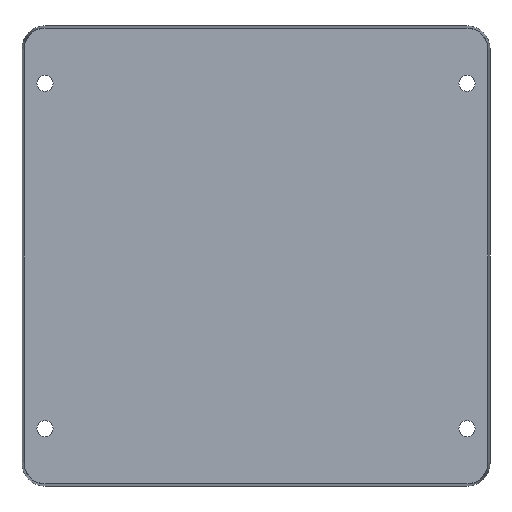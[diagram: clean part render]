
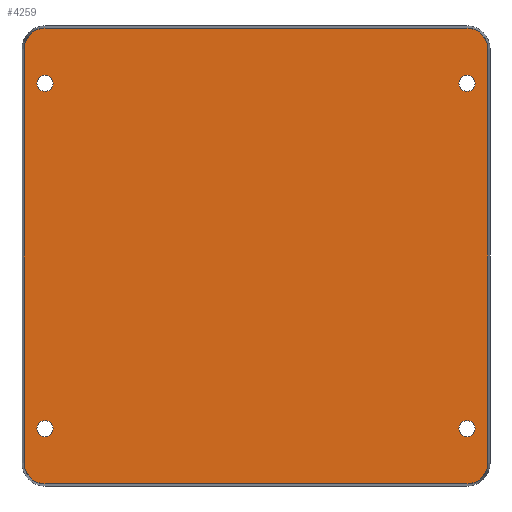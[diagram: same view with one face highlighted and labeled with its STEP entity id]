
A CAD part, front view. The second image highlights one B-rep face of the part: STEP entity #4259.
In plain terms, the highlighted planar face has unit normal (0, -1, 0).
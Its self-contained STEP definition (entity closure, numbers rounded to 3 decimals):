
#2342 = CARTESIAN_POINT ( 'NONE',  ( -55., -70., -59.389 ) ) ;
#2358 = DIRECTION ( 'NONE',  ( 0., 0., 1. ) ) ;
#2359 = DIRECTION ( 'NONE',  ( 0., 1., 0. ) ) ;
#2360 = CARTESIAN_POINT ( 'NONE',  ( 55., -70., -54. ) ) ;
#2361 = AXIS2_PLACEMENT_3D ( 'NONE', #2360, #2359, #2358 ) ;
#2362 = PLANE ( 'NONE',  #2361 ) ;
#2363 = FACE_OUTER_BOUND ( 'NONE', #4344, .T. ) ;
#2364 = FACE_BOUND ( 'NONE', #4340, .T. ) ;
#2365 = FACE_BOUND ( 'NONE', #4336, .T. ) ;
#2366 = FACE_BOUND ( 'NONE', #4257, .T. ) ;
#2367 = FACE_BOUND ( 'NONE', #4281, .T. ) ;
#2368 = DIRECTION ( 'NONE',  ( 1., 0., 0. ) ) ;
#2369 = VECTOR ( 'NONE', #2368, 1000. ) ;
#2370 = CARTESIAN_POINT ( 'NONE',  ( 55., -70., 59.389 ) ) ;
#2371 = LINE ( 'NONE', #2370, #2369 ) ;
#2372 = DIRECTION ( 'NONE',  ( 0., 0., 1. ) ) ;
#2373 = DIRECTION ( 'NONE',  ( 0., 1., 0. ) ) ;
#2374 = CARTESIAN_POINT ( 'NONE',  ( -55., -70., 45. ) ) ;
#2375 = AXIS2_PLACEMENT_3D ( 'NONE', #2374, #2373, #2372 ) ;
#2376 = CIRCLE ( 'NONE', #2375, 2.1 ) ;
#2402 = DIRECTION ( 'NONE',  ( 0., 0., 1. ) ) ;
#2403 = DIRECTION ( 'NONE',  ( 0., 1., 0. ) ) ;
#2404 = CARTESIAN_POINT ( 'NONE',  ( -55., -70., -54. ) ) ;
#2405 = AXIS2_PLACEMENT_3D ( 'NONE', #2404, #2403, #2402 ) ;
#2406 = CIRCLE ( 'NONE', #2405, 5.389 ) ;
#2441 = CIRCLE ( 'NONE', #2509, 5.389 ) ;
#2446 = CARTESIAN_POINT ( 'NONE',  ( -60.389, -70., -54. ) ) ;
#2496 = DIRECTION ( 'NONE',  ( 0., 0., 1. ) ) ;
#2497 = DIRECTION ( 'NONE',  ( 0., 1., 0. ) ) ;
#2498 = CARTESIAN_POINT ( 'NONE',  ( -55., -70., -45. ) ) ;
#2499 = AXIS2_PLACEMENT_3D ( 'NONE', #2498, #2497, #2496 ) ;
#2500 = CIRCLE ( 'NONE', #2499, 2.1 ) ;
#2501 = DIRECTION ( 'NONE',  ( 0., 0., 1. ) ) ;
#2502 = DIRECTION ( 'NONE',  ( 0., 1., 0. ) ) ;
#2503 = CARTESIAN_POINT ( 'NONE',  ( 55., -70., 45. ) ) ;
#2504 = AXIS2_PLACEMENT_3D ( 'NONE', #2503, #2502, #2501 ) ;
#2505 = CIRCLE ( 'NONE', #2504, 2.1 ) ;
#2506 = DIRECTION ( 'NONE',  ( 0., 0., 1. ) ) ;
#2507 = DIRECTION ( 'NONE',  ( 0., 1., 0. ) ) ;
#2508 = CARTESIAN_POINT ( 'NONE',  ( -55., -70., 54. ) ) ;
#2509 = AXIS2_PLACEMENT_3D ( 'NONE', #2508, #2507, #2506 ) ;
#2544 = DIRECTION ( 'NONE',  ( 0., 0., 1. ) ) ;
#2545 = DIRECTION ( 'NONE',  ( 0., 1., 0. ) ) ;
#2546 = CARTESIAN_POINT ( 'NONE',  ( 55., -70., -45. ) ) ;
#2547 = AXIS2_PLACEMENT_3D ( 'NONE', #2546, #2545, #2544 ) ;
#2548 = CIRCLE ( 'NONE', #2547, 2.1 ) ;
#2549 = DIRECTION ( 'NONE',  ( -1., 0., 0. ) ) ;
#2550 = VECTOR ( 'NONE', #2549, 1000. ) ;
#2551 = CARTESIAN_POINT ( 'NONE',  ( 55., -70., -59.389 ) ) ;
#2552 = LINE ( 'NONE', #2551, #2550 ) ;
#2593 = DIRECTION ( 'NONE',  ( 0., 0., 1. ) ) ;
#2594 = VECTOR ( 'NONE', #2593, 1000. ) ;
#2595 = CARTESIAN_POINT ( 'NONE',  ( -60.389, -70., -54. ) ) ;
#2596 = LINE ( 'NONE', #2595, #2594 ) ;
#3034 = CARTESIAN_POINT ( 'NONE',  ( 55., -70., -47.1 ) ) ;
#3074 = CARTESIAN_POINT ( 'NONE',  ( 55., -70., -42.9 ) ) ;
#3075 = DIRECTION ( 'NONE',  ( 0., 0., 1. ) ) ;
#3076 = DIRECTION ( 'NONE',  ( 0., 1., 0. ) ) ;
#3077 = CARTESIAN_POINT ( 'NONE',  ( 55., -70., -45. ) ) ;
#3078 = AXIS2_PLACEMENT_3D ( 'NONE', #3077, #3076, #3075 ) ;
#3079 = CIRCLE ( 'NONE', #3078, 2.1 ) ;
#3084 = CARTESIAN_POINT ( 'NONE',  ( -55., -70., 42.9 ) ) ;
#3085 = DIRECTION ( 'NONE',  ( 0., 0., 1. ) ) ;
#3086 = DIRECTION ( 'NONE',  ( 0., 1., 0. ) ) ;
#3087 = CARTESIAN_POINT ( 'NONE',  ( -55., -70., 45. ) ) ;
#3088 = AXIS2_PLACEMENT_3D ( 'NONE', #3087, #3086, #3085 ) ;
#3089 = CIRCLE ( 'NONE', #3088, 2.1 ) ;
#3100 = DIRECTION ( 'NONE',  ( 0., 1., 0. ) ) ;
#3101 = CARTESIAN_POINT ( 'NONE',  ( 55., -70., 45. ) ) ;
#3102 = AXIS2_PLACEMENT_3D ( 'NONE', #3101, #3100, #3164 ) ;
#3103 = CIRCLE ( 'NONE', #3102, 2.1 ) ;
#3110 = CARTESIAN_POINT ( 'NONE',  ( -55., -70., 47.1 ) ) ;
#3148 = CARTESIAN_POINT ( 'NONE',  ( 60.389, -70., 54. ) ) ;
#3163 = CARTESIAN_POINT ( 'NONE',  ( 55., -70., 47.1 ) ) ;
#3164 = DIRECTION ( 'NONE',  ( 0., 0., 1. ) ) ;
#3198 = CARTESIAN_POINT ( 'NONE',  ( 55., -70., -59.389 ) ) ;
#3199 = DIRECTION ( 'NONE',  ( 0., 0., 1. ) ) ;
#3200 = DIRECTION ( 'NONE',  ( 0., 1., 0. ) ) ;
#3201 = CARTESIAN_POINT ( 'NONE',  ( 55., -70., -54. ) ) ;
#3202 = AXIS2_PLACEMENT_3D ( 'NONE', #3201, #3200, #3199 ) ;
#3203 = CIRCLE ( 'NONE', #3202, 5.389 ) ;
#3238 = CARTESIAN_POINT ( 'NONE',  ( -55., -70., 59.389 ) ) ;
#3359 = CARTESIAN_POINT ( 'NONE',  ( -60.389, -70., 54. ) ) ;
#3392 = DIRECTION ( 'NONE',  ( 0., 0., -1. ) ) ;
#3393 = VECTOR ( 'NONE', #3392, 1000. ) ;
#3394 = CARTESIAN_POINT ( 'NONE',  ( 60.389, -70., -54. ) ) ;
#3395 = LINE ( 'NONE', #3394, #3393 ) ;
#3397 = CARTESIAN_POINT ( 'NONE',  ( 60.389, -70., -54. ) ) ;
#3434 = DIRECTION ( 'NONE',  ( 0., 0., 1. ) ) ;
#3435 = DIRECTION ( 'NONE',  ( 0., 1., 0. ) ) ;
#3436 = CARTESIAN_POINT ( 'NONE',  ( 55., -70., 54. ) ) ;
#3437 = AXIS2_PLACEMENT_3D ( 'NONE', #3436, #3435, #3434 ) ;
#3438 = CIRCLE ( 'NONE', #3437, 5.389 ) ;
#3440 = CARTESIAN_POINT ( 'NONE',  ( 55., -70., 59.389 ) ) ;
#3679 = VERTEX_POINT ( 'NONE', #5701 ) ;
#3680 = EDGE_CURVE ( 'NONE', #3681, #3682, #5700, .T. ) ;
#3681 = VERTEX_POINT ( 'NONE', #5695 ) ;
#3682 = VERTEX_POINT ( 'NONE', #5694 ) ;
#3842 = VERTEX_POINT ( 'NONE', #3034 ) ;
#3881 = EDGE_CURVE ( 'NONE', #3882, #3903, #3089, .T. ) ;
#3882 = VERTEX_POINT ( 'NONE', #3084 ) ;
#3886 = EDGE_CURVE ( 'NONE', #3842, #3887, #3079, .T. ) ;
#3887 = VERTEX_POINT ( 'NONE', #3074 ) ;
#3903 = VERTEX_POINT ( 'NONE', #3110 ) ;
#3907 = EDGE_CURVE ( 'NONE', #3679, #3908, #3103, .T. ) ;
#3908 = VERTEX_POINT ( 'NONE', #3163 ) ;
#3916 = VERTEX_POINT ( 'NONE', #3148 ) ;
#3962 = EDGE_CURVE ( 'NONE', #4063, #3963, #3203, .T. ) ;
#3963 = VERTEX_POINT ( 'NONE', #3198 ) ;
#3975 = VERTEX_POINT ( 'NONE', #3238 ) ;
#4051 = VERTEX_POINT ( 'NONE', #3359 ) ;
#4063 = VERTEX_POINT ( 'NONE', #3397 ) ;
#4066 = EDGE_CURVE ( 'NONE', #3916, #4063, #3395, .T. ) ;
#4075 = VERTEX_POINT ( 'NONE', #3440 ) ;
#4077 = EDGE_CURVE ( 'NONE', #4075, #3916, #3438, .T. ) ;
#4254 = ORIENTED_EDGE ( 'NONE', *, *, #4255, .T. ) ;
#4255 = EDGE_CURVE ( 'NONE', #3903, #3882, #2376, .T. ) ;
#4256 = EDGE_CURVE ( 'NONE', #3975, #4075, #2371, .T. ) ;
#4257 = EDGE_LOOP ( 'NONE', ( #4258, #4335 ) ) ;
#4258 = ORIENTED_EDGE ( 'NONE', *, *, #4403, .T. ) ;
#4259 = ADVANCED_FACE ( 'NONE', ( #2367, #2366, #2365, #2364, #2363 ), #2362, .F. ) ;
#4265 = VERTEX_POINT ( 'NONE', #2342 ) ;
#4267 = EDGE_CURVE ( 'NONE', #4265, #4332, #2406, .T. ) ;
#4281 = EDGE_LOOP ( 'NONE', ( #4254, #4318 ) ) ;
#4318 = ORIENTED_EDGE ( 'NONE', *, *, #3881, .T. ) ;
#4332 = VERTEX_POINT ( 'NONE', #2446 ) ;
#4334 = EDGE_CURVE ( 'NONE', #4051, #3975, #2441, .T. ) ;
#4335 = ORIENTED_EDGE ( 'NONE', *, *, #3886, .T. ) ;
#4336 = EDGE_LOOP ( 'NONE', ( #4337, #4339 ) ) ;
#4337 = ORIENTED_EDGE ( 'NONE', *, *, #4338, .T. ) ;
#4338 = EDGE_CURVE ( 'NONE', #3908, #3679, #2505, .T. ) ;
#4339 = ORIENTED_EDGE ( 'NONE', *, *, #3907, .T. ) ;
#4340 = EDGE_LOOP ( 'NONE', ( #4341, #4343 ) ) ;
#4341 = ORIENTED_EDGE ( 'NONE', *, *, #4342, .T. ) ;
#4342 = EDGE_CURVE ( 'NONE', #3682, #3681, #2500, .T. ) ;
#4343 = ORIENTED_EDGE ( 'NONE', *, *, #3680, .T. ) ;
#4344 = EDGE_LOOP ( 'NONE', ( #4345, #4346, #4347, #4348, #4349, #4350, #4351, #4352 ) ) ;
#4345 = ORIENTED_EDGE ( 'NONE', *, *, #3962, .F. ) ;
#4346 = ORIENTED_EDGE ( 'NONE', *, *, #4066, .F. ) ;
#4347 = ORIENTED_EDGE ( 'NONE', *, *, #4077, .F. ) ;
#4348 = ORIENTED_EDGE ( 'NONE', *, *, #4256, .F. ) ;
#4349 = ORIENTED_EDGE ( 'NONE', *, *, #4334, .F. ) ;
#4350 = ORIENTED_EDGE ( 'NONE', *, *, #4410, .F. ) ;
#4351 = ORIENTED_EDGE ( 'NONE', *, *, #4267, .F. ) ;
#4352 = ORIENTED_EDGE ( 'NONE', *, *, #4401, .F. ) ;
#4401 = EDGE_CURVE ( 'NONE', #3963, #4265, #2552, .T. ) ;
#4403 = EDGE_CURVE ( 'NONE', #3887, #3842, #2548, .T. ) ;
#4410 = EDGE_CURVE ( 'NONE', #4332, #4051, #2596, .T. ) ;
#5694 = CARTESIAN_POINT ( 'NONE',  ( -55., -70., -42.9 ) ) ;
#5695 = CARTESIAN_POINT ( 'NONE',  ( -55., -70., -47.1 ) ) ;
#5696 = DIRECTION ( 'NONE',  ( 0., 0., 1. ) ) ;
#5697 = DIRECTION ( 'NONE',  ( 0., 1., 0. ) ) ;
#5698 = CARTESIAN_POINT ( 'NONE',  ( -55., -70., -45. ) ) ;
#5699 = AXIS2_PLACEMENT_3D ( 'NONE', #5698, #5697, #5696 ) ;
#5700 = CIRCLE ( 'NONE', #5699, 2.1 ) ;
#5701 = CARTESIAN_POINT ( 'NONE',  ( 55., -70., 42.9 ) ) ;
